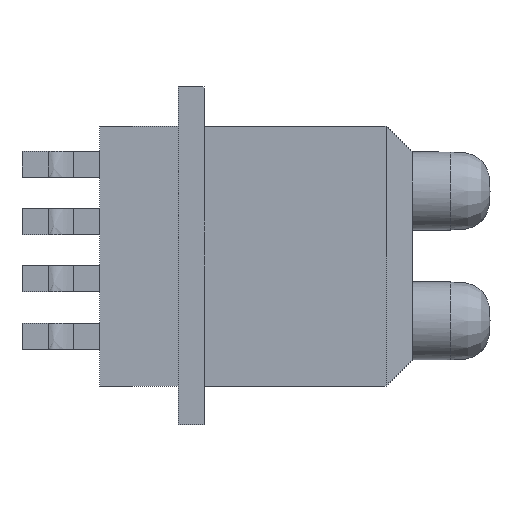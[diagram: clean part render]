
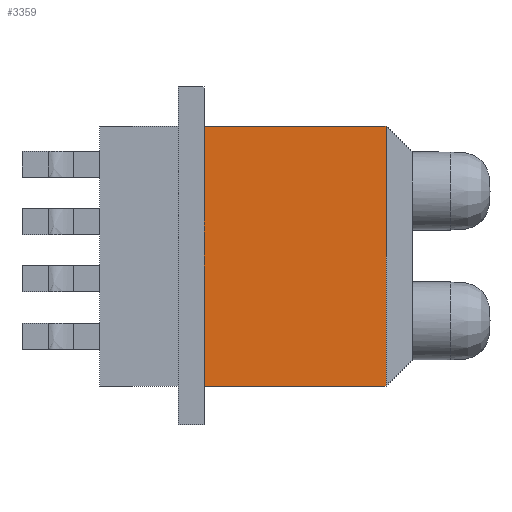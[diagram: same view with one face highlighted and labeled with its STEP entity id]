
A CAD part, left-side view. The second image highlights one B-rep face of the part: STEP entity #3359.
In plain terms, the highlighted planar face has unit normal (-1, 0, 0).
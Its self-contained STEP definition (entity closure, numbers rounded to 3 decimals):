
#63 = DIRECTION ( 'NONE',  ( 0., 1., 0. ) ) ;
#206 = EDGE_CURVE ( 'NONE', #1902, #434, #476, .T. ) ;
#434 = VERTEX_POINT ( 'NONE', #1563 ) ;
#445 = VECTOR ( 'NONE', #3230, 1000. ) ;
#476 = LINE ( 'NONE', #3182, #1280 ) ;
#581 = ORIENTED_EDGE ( 'NONE', *, *, #206, .T. ) ;
#820 = EDGE_CURVE ( 'NONE', #2521, #2668, #932, .T. ) ;
#909 = VECTOR ( 'NONE', #1204, 1000. ) ;
#932 = LINE ( 'NONE', #2649, #909 ) ;
#973 = VECTOR ( 'NONE', #63, 1000. ) ;
#987 = ORIENTED_EDGE ( 'NONE', *, *, #820, .T. ) ;
#1005 = EDGE_CURVE ( 'NONE', #2668, #1902, #2087, .T. ) ;
#1204 = DIRECTION ( 'NONE',  ( 0., 0., 1. ) ) ;
#1205 = LINE ( 'NONE', #3469, #445 ) ;
#1259 = ORIENTED_EDGE ( 'NONE', *, *, #1005, .T. ) ;
#1280 = VECTOR ( 'NONE', #1426, 1000. ) ;
#1426 = DIRECTION ( 'NONE',  ( 0., 0., -1. ) ) ;
#1527 = CARTESIAN_POINT ( 'NONE',  ( 27., -8., -1.5 ) ) ;
#1542 = PLANE ( 'NONE',  #3137 ) ;
#1563 = CARTESIAN_POINT ( 'NONE',  ( 27., 0., -11.5 ) ) ;
#1787 = CARTESIAN_POINT ( 'NONE',  ( 27., -7., -1.5 ) ) ;
#1902 = VERTEX_POINT ( 'NONE', #1933 ) ;
#1933 = CARTESIAN_POINT ( 'NONE',  ( 27., 0., -1.5 ) ) ;
#2087 = LINE ( 'NONE', #1527, #973 ) ;
#2350 = CARTESIAN_POINT ( 'NONE',  ( 27., -8., -11.5 ) ) ;
#2394 = EDGE_LOOP ( 'NONE', ( #2806, #987, #1259, #581 ) ) ;
#2521 = VERTEX_POINT ( 'NONE', #3307 ) ;
#2572 = EDGE_CURVE ( 'NONE', #2521, #434, #1205, .T. ) ;
#2649 = CARTESIAN_POINT ( 'NONE',  ( 27., -7., -1.5 ) ) ;
#2668 = VERTEX_POINT ( 'NONE', #1787 ) ;
#2674 = DIRECTION ( 'NONE',  ( 0., 0., -1. ) ) ;
#2700 = FACE_OUTER_BOUND ( 'NONE', #2394, .T. ) ;
#2806 = ORIENTED_EDGE ( 'NONE', *, *, #2572, .F. ) ;
#3137 = AXIS2_PLACEMENT_3D ( 'NONE', #2350, #3519, #2674 ) ;
#3182 = CARTESIAN_POINT ( 'NONE',  ( 27., 0., -11.5 ) ) ;
#3230 = DIRECTION ( 'NONE',  ( 0., 1., 0. ) ) ;
#3307 = CARTESIAN_POINT ( 'NONE',  ( 27., -7., -11.5 ) ) ;
#3359 = ADVANCED_FACE ( 'NONE', ( #2700 ), #1542, .F. ) ;
#3469 = CARTESIAN_POINT ( 'NONE',  ( 27., -8., -11.5 ) ) ;
#3519 = DIRECTION ( 'NONE',  ( 1., 0., 0. ) ) ;
